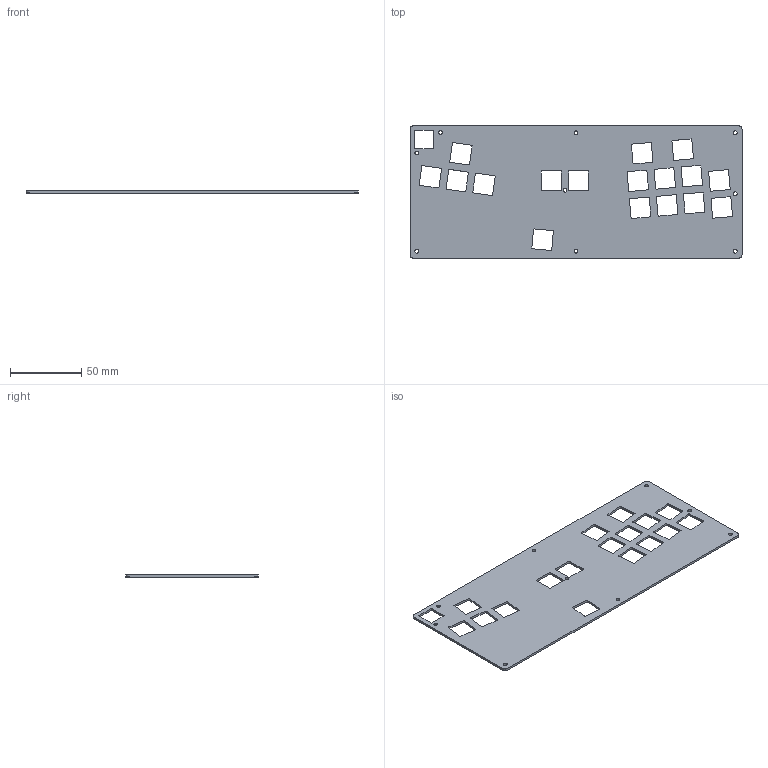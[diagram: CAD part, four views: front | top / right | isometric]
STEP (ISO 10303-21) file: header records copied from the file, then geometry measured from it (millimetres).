
FILE_DESCRIPTION(('KiCad electronic assembly'),'2;1');
FILE_NAME('Titan Keyboard.step','2023-03-05T09:14:09',('Pcbnew'),( 'Kicad'),'Open CASCADE STEP processor 7.6','KiCad to STEP converter' ,'Unknown');
FILE_SCHEMA(('AUTOMOTIVE_DESIGN { 1 0 10303 214 1 1 1 1 }'));
Length unit declared in the file: millimetre
Products named in the file (2): Titan Keyboard 1; PCB
Assembly tree (1 placements, depth 2):
  Titan Keyboard 1
    PCB
Bounding box: 233.36 x 92.87 x 1.58 mm (x, y, z)
Volume: 28639.3 mm3; surface area: 38958.5 mm2
Topology: 1 solids, 1 shells, 543 faces, 1623 edges, 1082 vertices
Faces by surface type: plane 534, cylinder 9
Full cylindrical faces by diameter (mm): 2.7 x9
Entity records: 39203 total; most frequent: CARTESIAN_POINT 6604, DIRECTION 5959, LINE 4833, VECTOR 4833, ORIENTED_EDGE 3246, PCURVE 3246, DEFINITIONAL_REPRESENTATION 3246, EDGE_CURVE 1623
